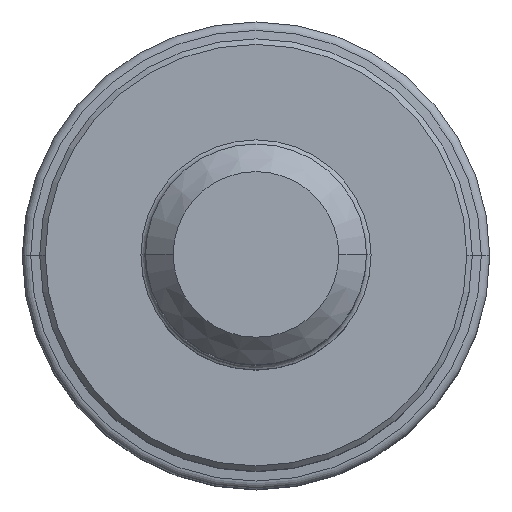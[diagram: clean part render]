
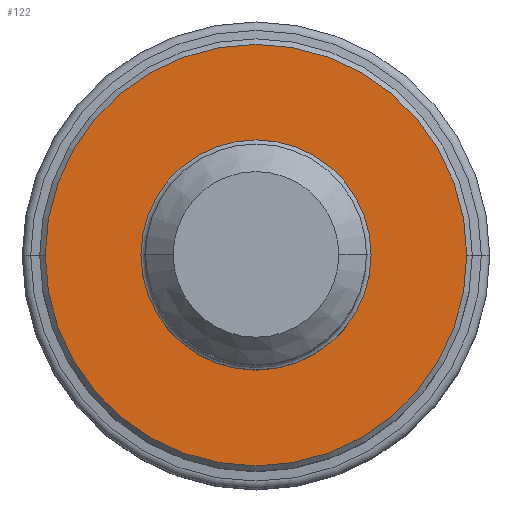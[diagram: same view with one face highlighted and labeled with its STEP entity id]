
A CAD part, top view. The second image highlights one B-rep face of the part: STEP entity #122.
In plain terms, the highlighted planar face has unit normal (0, 0, 1).
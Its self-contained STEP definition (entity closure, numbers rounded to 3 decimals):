
#43=PLANE('',#1240);
#48=FACE_BOUND('',#285,.T.);
#49=FACE_BOUND('',#286,.T.);
#122=ADVANCED_FACE('',(#48,#49),#43,.F.);
#285=EDGE_LOOP('',(#441,#442));
#286=EDGE_LOOP('',(#443,#444));
#441=ORIENTED_EDGE('',*,*,#739,.T.);
#442=ORIENTED_EDGE('',*,*,#740,.T.);
#443=ORIENTED_EDGE('',*,*,#741,.T.);
#444=ORIENTED_EDGE('',*,*,#742,.T.);
#639=VERTEX_POINT('',#2012);
#640=VERTEX_POINT('',#2013);
#641=VERTEX_POINT('',#2016);
#642=VERTEX_POINT('',#2017);
#739=EDGE_CURVE('',#639,#640,#877,.T.);
#740=EDGE_CURVE('',#640,#639,#878,.T.);
#741=EDGE_CURVE('',#641,#642,#879,.T.);
#742=EDGE_CURVE('',#642,#641,#880,.T.);
#877=CIRCLE('',#1236,11.45);
#878=CIRCLE('',#1237,11.45);
#879=CIRCLE('',#1238,6.25);
#880=CIRCLE('',#1239,6.25);
#1236=AXIS2_PLACEMENT_3D('',#2011,#1521,#1522);
#1237=AXIS2_PLACEMENT_3D('',#2014,#1523,#1524);
#1238=AXIS2_PLACEMENT_3D('',#2015,#1525,#1526);
#1239=AXIS2_PLACEMENT_3D('',#2018,#1527,#1528);
#1240=AXIS2_PLACEMENT_3D('',#2019,#1529,#1530);
#1521=DIRECTION('',(0.,0.,1.));
#1522=DIRECTION('',(-1.,0.,0.));
#1523=DIRECTION('',(0.,0.,1.));
#1524=DIRECTION('',(1.,0.,0.));
#1525=DIRECTION('',(0.,0.,-1.));
#1526=DIRECTION('',(1.,0.,0.));
#1527=DIRECTION('',(0.,0.,-1.));
#1528=DIRECTION('',(-1.,0.,0.));
#1529=DIRECTION('',(0.,0.,-1.));
#1530=DIRECTION('',(1.,0.,0.));
#2011=CARTESIAN_POINT('',(0.,0.,0.));
#2012=CARTESIAN_POINT('',(-11.45,0.,0.));
#2013=CARTESIAN_POINT('',(11.45,0.,0.));
#2014=CARTESIAN_POINT('',(0.,0.,0.));
#2015=CARTESIAN_POINT('',(0.,0.,0.));
#2016=CARTESIAN_POINT('',(6.25,0.,0.));
#2017=CARTESIAN_POINT('',(-6.25,0.,0.));
#2018=CARTESIAN_POINT('',(0.,0.,0.));
#2019=CARTESIAN_POINT('',(0.,0.,0.));
